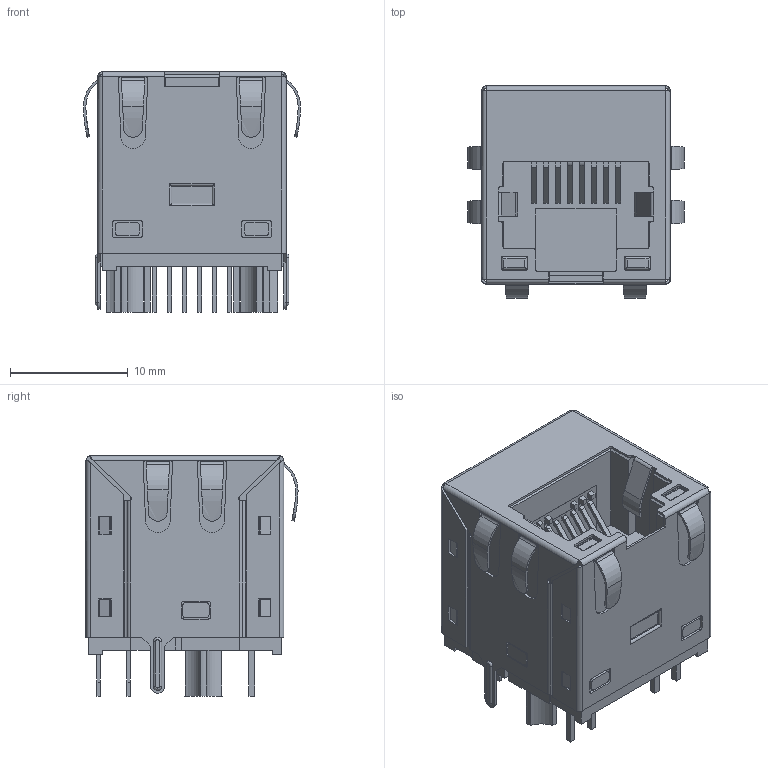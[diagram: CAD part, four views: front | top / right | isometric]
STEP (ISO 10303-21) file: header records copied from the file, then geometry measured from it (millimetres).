
FILE_DESCRIPTION(/* description */ ('Unknown'),/* implementation_level */ '2;1');
FILE_NAME(/* name */ 'T_Wurth_WE-RJ45LAN_7499011448',/* time_stamp */ '2025-08-21T14:28:18+08:00',/* author */ ('Unknown'),/* organization */ ('Unknown'),/* preprocessor_version */ 'ST-DEVELOPER v19.4',/* originating_system */ 'Solid Edge',/* authorisation */ 'Unknown');
FILE_SCHEMA (('AUTOMOTIVE_DESIGN {1 0 10303 214 3 1 1}'));
Length unit declared in the file: millimetre
Products named in the file (2): T_Wurth_WE-RJ45LAN_7499011448
Assembly tree (1 placements, depth 2):
  T_Wurth_WE-RJ45LAN_7499011448
    T_Wurth_WE-RJ45LAN_7499011448
Bounding box: 18.4 x 18 x 20.4 mm (x, y, z)
Volume: 3485.9 mm3; surface area: 3175.8 mm2
Topology: 9 solids, 10 shells, 1013 faces, 2590 edges, 1654 vertices
Faces by surface type: plane 742, cylinder 240, bspline 23, torus 8
Entity records: 38147 total; most frequent: CARTESIAN_POINT 6407, ORIENTED_EDGE 5178, DIRECTION 4887, EDGE_CURVE 2589, LINE 1935, VECTOR 1935, VERTEX_POINT 1654, AXIS2_PLACEMENT_3D 1476
